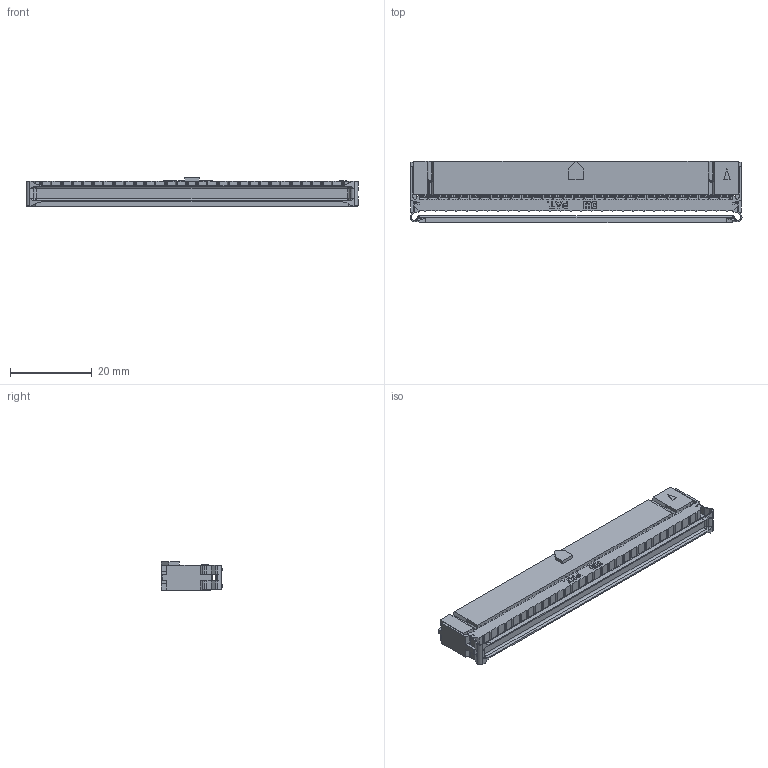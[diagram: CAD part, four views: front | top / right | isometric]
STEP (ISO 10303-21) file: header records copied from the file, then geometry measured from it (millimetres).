
FILE_DESCRIPTION(/* description */ (''),/* implementation_level */ '2;1');
FILE_NAME(/* name */ 'CWR-217-60_3D Model.stp',/* time_stamp */ '2023-11-27T14:03:30-05:00',/* author */ ('dwiltbank'),/* organization */ (''),/* preprocessor_version */ 'ST-DEVELOPER v19.2',/* originating_system */ 'Autodesk Inventor 2024',/* authorisation */ '');
FILE_SCHEMA (('AUTOMOTIVE_DESIGN { 1 0 10303 214 3 1 1 }'));
Products named in the file (1): CWR-217-60_Simplify_1
Bounding box: 81.03 x 14.9 x 6.91 mm (x, y, z)
Volume: 4448.6 mm3; surface area: 10496.7 mm2
Topology: 1 solids, 1 shells, 7545 faces, 20546 edges, 12701 vertices
Faces by surface type: plane 5340, cylinder 1573, bspline 620, sphere 8, torus 4
Entity records: 249115 total; most frequent: CARTESIAN_POINT 54238, ORIENTED_EDGE 41092, DIRECTION 35316, EDGE_CURVE 20546, LINE 17134, VECTOR 17134, VERTEX_POINT 12701, AXIS2_PLACEMENT_3D 9091
